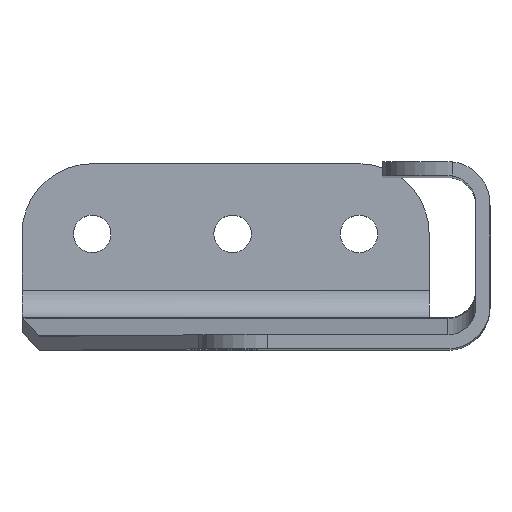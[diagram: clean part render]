
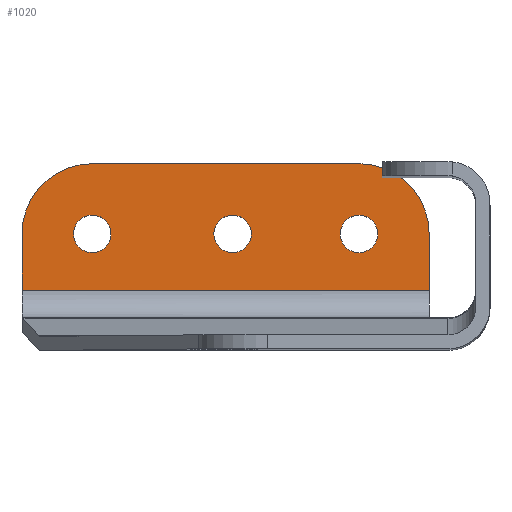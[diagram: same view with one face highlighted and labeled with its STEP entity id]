
A CAD part, top view. The second image highlights one B-rep face of the part: STEP entity #1020.
In plain terms, the highlighted planar face has unit normal (0, 0, 1).
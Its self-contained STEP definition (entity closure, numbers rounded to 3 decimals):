
#31=FACE_BOUND('',#138,.T.);
#32=FACE_BOUND('',#139,.T.);
#33=FACE_BOUND('',#140,.T.);
#57=PLANE('',#1106);
#81=FACE_OUTER_BOUND('',#137,.T.);
#137=EDGE_LOOP('',(#698,#699,#700,#701,#702,#703));
#138=EDGE_LOOP('',(#704));
#139=EDGE_LOOP('',(#705));
#140=EDGE_LOOP('',(#706));
#220=LINE('',#1581,#294);
#221=LINE('',#1585,#295);
#222=LINE('',#1587,#296);
#223=LINE('',#1588,#297);
#294=VECTOR('',#1257,10.);
#295=VECTOR('',#1260,10.);
#296=VECTOR('',#1261,10.);
#297=VECTOR('',#1262,10.);
#365=CIRCLE('',#1096,2.);
#367=CIRCLE('',#1099,2.);
#369=CIRCLE('',#1102,2.);
#371=CIRCLE('',#1105,7.5);
#372=CIRCLE('',#1107,7.5);
#431=VERTEX_POINT('',#1555);
#433=VERTEX_POINT('',#1561);
#435=VERTEX_POINT('',#1567);
#438=VERTEX_POINT('',#1574);
#439=VERTEX_POINT('',#1576);
#440=VERTEX_POINT('',#1580);
#441=VERTEX_POINT('',#1582);
#442=VERTEX_POINT('',#1584);
#443=VERTEX_POINT('',#1586);
#531=EDGE_CURVE('',#431,#431,#365,.T.);
#534=EDGE_CURVE('',#433,#433,#367,.T.);
#537=EDGE_CURVE('',#435,#435,#369,.T.);
#540=EDGE_CURVE('',#438,#439,#371,.T.);
#542=EDGE_CURVE('',#440,#438,#220,.T.);
#543=EDGE_CURVE('',#441,#440,#372,.T.);
#544=EDGE_CURVE('',#442,#441,#221,.T.);
#545=EDGE_CURVE('',#442,#443,#222,.T.);
#546=EDGE_CURVE('',#443,#439,#223,.T.);
#698=ORIENTED_EDGE('',*,*,#540,.F.);
#699=ORIENTED_EDGE('',*,*,#542,.F.);
#700=ORIENTED_EDGE('',*,*,#543,.F.);
#701=ORIENTED_EDGE('',*,*,#544,.F.);
#702=ORIENTED_EDGE('',*,*,#545,.T.);
#703=ORIENTED_EDGE('',*,*,#546,.T.);
#704=ORIENTED_EDGE('',*,*,#531,.T.);
#705=ORIENTED_EDGE('',*,*,#534,.T.);
#706=ORIENTED_EDGE('',*,*,#537,.T.);
#1020=ADVANCED_FACE('',(#81,#31,#32,#33),#57,.F.);
#1096=AXIS2_PLACEMENT_3D('',#1557,#1231,#1232);
#1099=AXIS2_PLACEMENT_3D('',#1563,#1238,#1239);
#1102=AXIS2_PLACEMENT_3D('',#1569,#1245,#1246);
#1105=AXIS2_PLACEMENT_3D('',#1577,#1252,#1253);
#1106=AXIS2_PLACEMENT_3D('',#1579,#1255,#1256);
#1107=AXIS2_PLACEMENT_3D('',#1583,#1258,#1259);
#1231=DIRECTION('center_axis',(0.,0.,-1.));
#1232=DIRECTION('ref_axis',(-1.,0.,0.));
#1238=DIRECTION('center_axis',(0.,0.,-1.));
#1239=DIRECTION('ref_axis',(-1.,0.,0.));
#1245=DIRECTION('center_axis',(0.,0.,-1.));
#1246=DIRECTION('ref_axis',(-1.,0.,0.));
#1252=DIRECTION('center_axis',(0.,0.,-1.));
#1253=DIRECTION('ref_axis',(0.707,0.707,0.));
#1255=DIRECTION('center_axis',(0.,0.,-1.));
#1256=DIRECTION('ref_axis',(-1.,0.,0.));
#1257=DIRECTION('',(1.,0.,0.));
#1258=DIRECTION('center_axis',(0.,0.,-1.));
#1259=DIRECTION('ref_axis',(-0.707,0.707,0.));
#1260=DIRECTION('',(0.,1.,0.));
#1261=DIRECTION('',(1.,0.,0.));
#1262=DIRECTION('',(0.,1.,0.));
#1555=CARTESIAN_POINT('',(-25.5,12.5,-128.5));
#1557=CARTESIAN_POINT('Origin',(-27.5,12.5,-128.5));
#1561=CARTESIAN_POINT('',(-12.,12.5,-128.5));
#1563=CARTESIAN_POINT('Origin',(-14.,12.5,-128.5));
#1567=CARTESIAN_POINT('',(-40.5,12.5,-128.5));
#1569=CARTESIAN_POINT('Origin',(-42.5,12.5,-128.5));
#1574=CARTESIAN_POINT('',(-14.,20.,-128.5));
#1576=CARTESIAN_POINT('',(-6.5,12.5,-128.5));
#1577=CARTESIAN_POINT('Origin',(-14.,12.5,-128.5));
#1579=CARTESIAN_POINT('Origin',(0.,0.,-128.5));
#1580=CARTESIAN_POINT('',(-42.5,20.,-128.5));
#1581=CARTESIAN_POINT('',(-12.5,20.,-128.5));
#1582=CARTESIAN_POINT('',(-50.,12.5,-128.5));
#1583=CARTESIAN_POINT('Origin',(-42.5,12.5,-128.5));
#1584=CARTESIAN_POINT('',(-50.,6.5,-128.5));
#1585=CARTESIAN_POINT('',(-50.,0.,-128.5));
#1586=CARTESIAN_POINT('',(-6.5,6.5,-128.5));
#1587=CARTESIAN_POINT('',(0.,6.5,-128.5));
#1588=CARTESIAN_POINT('',(-6.5,1.,-128.5));
